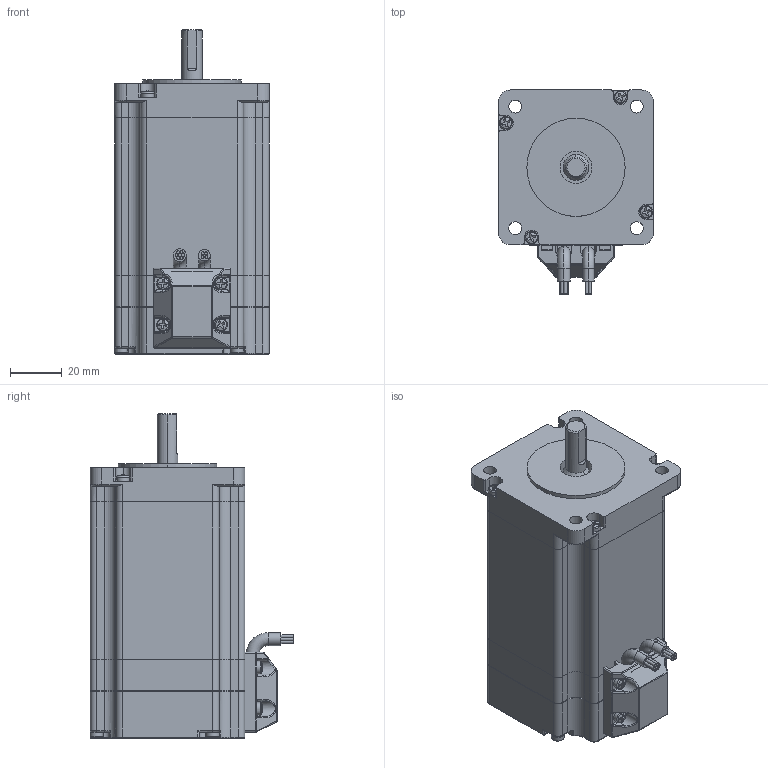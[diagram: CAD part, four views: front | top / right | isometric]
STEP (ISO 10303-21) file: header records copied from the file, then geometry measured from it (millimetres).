
FILE_DESCRIPTION(/* description */ ('Alibre Inc.'),/* implementation_level */ '2;1');
FILE_NAME(/* name */ 'export-5F47416E-186E-48DF-AF4B-B6361952B329',/* time_stamp */ '2022-10-19T14:31:46+02:00',/* author */ (''),/* organization */ (''),/* preprocessor_version */ 'ST-DEVELOPER v17',/* originating_system */ 'Alibre',/* authorisation */ '');
FILE_SCHEMA (('AUTOMOTIVE_DESIGN'));
Length unit declared in the file: millimetre
Products named in the file (11): ×ªÖá_1_Default_Default; ×ª×Ó×é¼þ_Default_Default; Ïß_1_Default_Default; 16-021_1_Default_Default; 16-638-6_Default_Default; 60-61.5-1.8_Default_Default; 16-631-1_1_Default_Default; D57CME31
Bounding box: 60 x 79 x 126 mm (x, y, z)
Volume: 156583.3 mm3; surface area: 101752.1 mm2
Topology: 19 solids, 19 shells, 1584 faces, 4227 edges, 2672 vertices
Faces by surface type: plane 674, cylinder 582, torus 129, bspline 86, cone 73, sphere 40
Full cylindrical faces by diameter (mm): 1.2 x10, 3 x12, 5 x16, 12.4 x1, 24 x1
Entity records: 68378 total; most frequent: CARTESIAN_POINT 35212, ORIENTED_EDGE 7112, DIRECTION 6334, EDGE_CURVE 3556, AXIS2_PLACEMENT_3D 2509, VERTEX_POINT 2272, VECTOR 1926, LINE 1926
